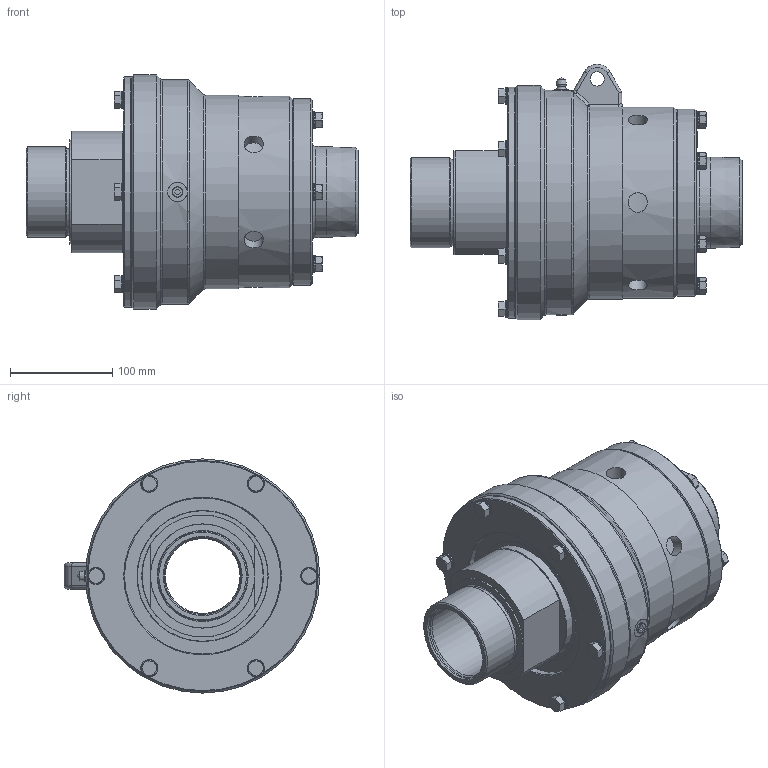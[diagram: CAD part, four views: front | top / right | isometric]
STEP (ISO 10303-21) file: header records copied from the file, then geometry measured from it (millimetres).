
FILE_DESCRIPTION(/* description */ (''),/* implementation_level */ '2;1');
FILE_NAME(/* name */ '6300-051-161-IC.stp',/* time_stamp */ '2022-08-15T08:30:33-05:00',/* author */ ('msvetlecich'),/* organization */ (''),/* preprocessor_version */ 'ST-DEVELOPER v18.1',/* originating_system */ 'Autodesk Inventor 2022',/* authorisation */ '');
FILE_SCHEMA (('AUTOMOTIVE_DESIGN { 1 0 10303 214 3 1 1 }'));
Products named in the file (1): 6300-051-161-IC
Bounding box: 323.96 x 249.3 x 228.6 mm (x, y, z)
Volume: 5479075.4 mm3; surface area: 374317.5 mm2
Topology: 1 solids, 16 shells, 6800 faces, 18096 edges, 11596 vertices
Faces by surface type: plane 5650, bspline 734, cone 209, cylinder 179, torus 25, sphere 3
Full cylindrical faces by diameter (mm): 1.7 x2, 2.36 x2, 5 x1, 7.798 x6, 7.95 x2, 9.525 x12, 9.855 x6, 10.3 x12, 14 x1, 14.275 x12, 19 x8, 73 x1, 74.93 x1, 76.2 x1, 79.508 x1, 87.88 x1, 88.9 x2, 101.6 x1, 105 x1, 119 x1, 152.4 x1, 169 x1, 182.6 x1, 186.6 x1, 190 x1, 219.1 x1, 225.3 x1, 228.6 x1
Entity records: 217029 total; most frequent: CARTESIAN_POINT 52287, ORIENTED_EDGE 36180, DIRECTION 28073, EDGE_CURVE 18090, LINE 14567, VECTOR 14567, VERTEX_POINT 11596, EDGE_LOOP 7104
